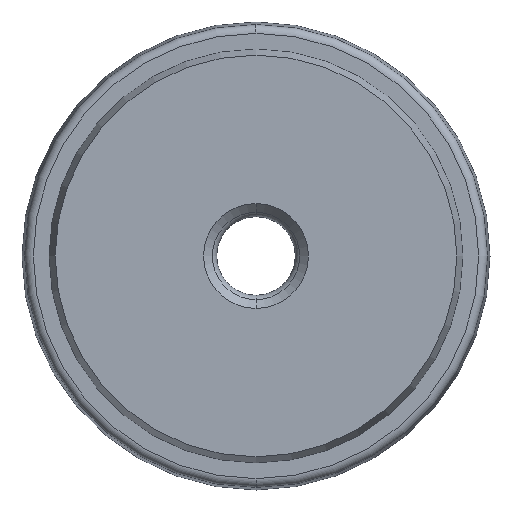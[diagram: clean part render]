
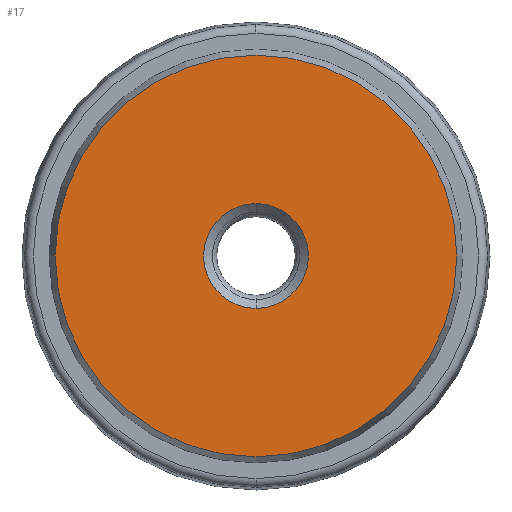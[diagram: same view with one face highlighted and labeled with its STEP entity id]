
A CAD part, left-side view. The second image highlights one B-rep face of the part: STEP entity #17.
In plain terms, the highlighted planar face has unit normal (-1, 0, 0).
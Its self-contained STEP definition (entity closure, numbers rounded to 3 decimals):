
#17 = ADVANCED_FACE ( 'NONE', ( #705, #712 ), #320, .F. ) ;
#110 = CARTESIAN_POINT ( 'NONE',  ( 0., 0., 0. ) ) ;
#111 = DIRECTION ( 'NONE',  ( 0., 0., 1. ) ) ;
#116 = DIRECTION ( 'NONE',  ( -1., 0., 0. ) ) ;
#157 = CARTESIAN_POINT ( 'NONE',  ( 0., 0., 3. ) ) ;
#159 = CARTESIAN_POINT ( 'NONE',  ( 0., 0., -3. ) ) ;
#160 = CARTESIAN_POINT ( 'NONE',  ( 0., 0., 11.5 ) ) ;
#167 = CARTESIAN_POINT ( 'NONE',  ( 0., 0., -11.5 ) ) ;
#211 = CIRCLE ( 'NONE', #612, 11.5 ) ;
#263 = CIRCLE ( 'NONE', #606, 11.5 ) ;
#265 = CIRCLE ( 'NONE', #585, 3. ) ;
#299 = DIRECTION ( 'NONE',  ( 1., 0., 0. ) ) ;
#320 = PLANE ( 'NONE',  #523 ) ;
#325 = CARTESIAN_POINT ( 'NONE',  ( 0., 2.5, 0. ) ) ;
#332 = DIRECTION ( 'NONE',  ( 0., 0., -1. ) ) ;
#340 = DIRECTION ( 'NONE',  ( 1., 0., 0. ) ) ;
#341 = CARTESIAN_POINT ( 'NONE',  ( 0., 0., 0. ) ) ;
#367 = DIRECTION ( 'NONE',  ( 0., 0., -1. ) ) ;
#420 = CARTESIAN_POINT ( 'NONE',  ( 0., 0., 0. ) ) ;
#421 = DIRECTION ( 'NONE',  ( 1., 0., 0. ) ) ;
#422 = DIRECTION ( 'NONE',  ( 0., 0., 1. ) ) ;
#429 = DIRECTION ( 'NONE',  ( -1., 0., 0. ) ) ;
#440 = CARTESIAN_POINT ( 'NONE',  ( 0., 0., 0. ) ) ;
#444 = DIRECTION ( 'NONE',  ( 0., 0., -1. ) ) ;
#472 = EDGE_CURVE ( 'NONE', #826, #837, #713, .T. ) ;
#500 = EDGE_CURVE ( 'NONE', #837, #826, #265, .T. ) ;
#503 = EDGE_CURVE ( 'NONE', #802, #753, #263, .T. ) ;
#523 = AXIS2_PLACEMENT_3D ( 'NONE', #325, #299, #332 ) ;
#529 = AXIS2_PLACEMENT_3D ( 'NONE', #341, #340, #367 ) ;
#538 = EDGE_CURVE ( 'NONE', #753, #802, #211, .T. ) ;
#585 = AXIS2_PLACEMENT_3D ( 'NONE', #420, #421, #444 ) ;
#606 = AXIS2_PLACEMENT_3D ( 'NONE', #440, #429, #422 ) ;
#612 = AXIS2_PLACEMENT_3D ( 'NONE', #110, #116, #111 ) ;
#705 = FACE_BOUND ( 'NONE', #817, .T. ) ;
#712 = FACE_OUTER_BOUND ( 'NONE', #825, .T. ) ;
#713 = CIRCLE ( 'NONE', #529, 3. ) ;
#753 = VERTEX_POINT ( 'NONE', #160 ) ;
#802 = VERTEX_POINT ( 'NONE', #167 ) ;
#817 = EDGE_LOOP ( 'NONE', ( #876, #836 ) ) ;
#825 = EDGE_LOOP ( 'NONE', ( #894, #878 ) ) ;
#826 = VERTEX_POINT ( 'NONE', #157 ) ;
#836 = ORIENTED_EDGE ( 'NONE', *, *, #500, .T. ) ;
#837 = VERTEX_POINT ( 'NONE', #159 ) ;
#876 = ORIENTED_EDGE ( 'NONE', *, *, #472, .T. ) ;
#878 = ORIENTED_EDGE ( 'NONE', *, *, #538, .T. ) ;
#894 = ORIENTED_EDGE ( 'NONE', *, *, #503, .T. ) ;
